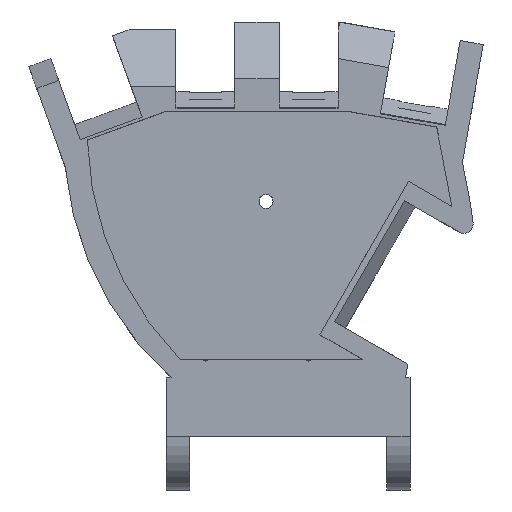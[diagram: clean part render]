
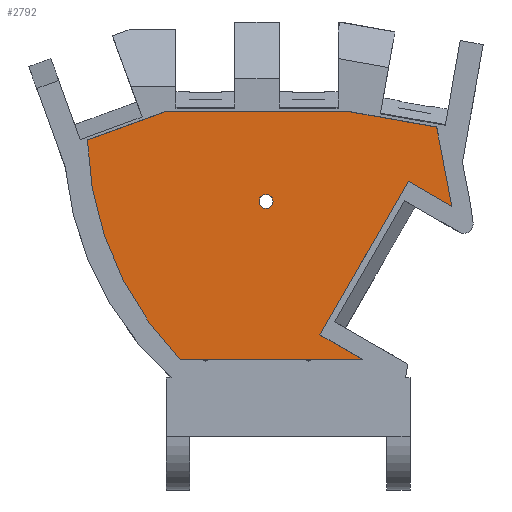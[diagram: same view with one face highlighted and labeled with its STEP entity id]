
A CAD part, top view. The second image highlights one B-rep face of the part: STEP entity #2792.
In plain terms, the highlighted planar face has unit normal (0, 0, 1).
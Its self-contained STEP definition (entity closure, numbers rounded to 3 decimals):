
#58=FACE_BOUND('',#511,.T.);
#100=CIRCLE('',#2996,70.);
#106=CIRCLE('',#3036,1.5);
#199=PLANE('',#3035);
#333=FACE_OUTER_BOUND('',#510,.T.);
#510=EDGE_LOOP('',(#2481,#2482,#2483,#2484,#2485,#2486,#2487,#2488,#2489));
#511=EDGE_LOOP('',(#2490));
#575=LINE('',#3943,#880);
#756=LINE('',#4413,#1061);
#759=LINE('',#4418,#1064);
#761=LINE('',#4422,#1066);
#763=LINE('',#4426,#1068);
#765=LINE('',#4429,#1070);
#768=LINE('',#4437,#1073);
#770=LINE('',#4440,#1075);
#880=VECTOR('',#3163,10.);
#1061=VECTOR('',#3582,10.);
#1064=VECTOR('',#3587,10.);
#1066=VECTOR('',#3591,10.);
#1068=VECTOR('',#3595,10.);
#1070=VECTOR('',#3599,10.);
#1073=VECTOR('',#3608,10.);
#1075=VECTOR('',#3612,10.);
#1232=VERTEX_POINT('',#3940);
#1233=VERTEX_POINT('',#3942);
#1396=VERTEX_POINT('',#4411);
#1397=VERTEX_POINT('',#4412);
#1398=VERTEX_POINT('',#4417);
#1399=VERTEX_POINT('',#4421);
#1400=VERTEX_POINT('',#4425);
#1401=VERTEX_POINT('',#4432);
#1402=VERTEX_POINT('',#4436);
#1428=VERTEX_POINT('',#4596);
#1499=EDGE_CURVE('',#1233,#1232,#575,.T.);
#1732=EDGE_CURVE('',#1396,#1397,#756,.T.);
#1735=EDGE_CURVE('',#1398,#1396,#759,.T.);
#1737=EDGE_CURVE('',#1399,#1398,#761,.T.);
#1739=EDGE_CURVE('',#1400,#1399,#763,.T.);
#1741=EDGE_CURVE('',#1232,#1400,#765,.T.);
#1743=EDGE_CURVE('',#1401,#1233,#100,.T.);
#1745=EDGE_CURVE('',#1402,#1401,#768,.T.);
#1747=EDGE_CURVE('',#1397,#1402,#770,.T.);
#1801=EDGE_CURVE('',#1428,#1428,#106,.T.);
#2481=ORIENTED_EDGE('',*,*,#1747,.T.);
#2482=ORIENTED_EDGE('',*,*,#1745,.T.);
#2483=ORIENTED_EDGE('',*,*,#1743,.T.);
#2484=ORIENTED_EDGE('',*,*,#1499,.T.);
#2485=ORIENTED_EDGE('',*,*,#1741,.T.);
#2486=ORIENTED_EDGE('',*,*,#1739,.T.);
#2487=ORIENTED_EDGE('',*,*,#1737,.T.);
#2488=ORIENTED_EDGE('',*,*,#1735,.T.);
#2489=ORIENTED_EDGE('',*,*,#1732,.T.);
#2490=ORIENTED_EDGE('',*,*,#1801,.T.);
#2792=ADVANCED_FACE('',(#333,#58),#199,.F.);
#2996=AXIS2_PLACEMENT_3D('',#4433,#3603,#3604);
#3035=AXIS2_PLACEMENT_3D('',#4595,#3725,#3726);
#3036=AXIS2_PLACEMENT_3D('',#4597,#3727,#3728);
#3163=DIRECTION('',(1.,0.,0.));
#3582=DIRECTION('',(-0.985,0.174,0.));
#3587=DIRECTION('',(-0.188,0.982,0.));
#3591=DIRECTION('',(0.866,-0.5,0.));
#3595=DIRECTION('',(0.5,0.866,0.));
#3599=DIRECTION('',(-0.866,0.5,0.));
#3603=DIRECTION('center_axis',(0.,0.,1.));
#3604=DIRECTION('ref_axis',(-1.,-0.027,0.));
#3608=DIRECTION('',(-0.94,-0.342,0.));
#3612=DIRECTION('',(-1.,0.,0.));
#3725=DIRECTION('center_axis',(0.,0.,-1.));
#3726=DIRECTION('ref_axis',(-1.,0.,0.));
#3727=DIRECTION('center_axis',(0.,0.,-1.));
#3728=DIRECTION('ref_axis',(1.,0.,0.));
#3940=CARTESIAN_POINT('',(64.693,-53.3,0.));
#3942=CARTESIAN_POINT('',(25.593,-53.3,0.));
#3943=CARTESIAN_POINT('',(53.53,-53.3,0.));
#4411=CARTESIAN_POINT('',(80.59,-3.46,0.));
#4412=CARTESIAN_POINT('',(61.318,-0.062,0.));
#4413=CARTESIAN_POINT('',(53.757,1.271,0.));
#4417=CARTESIAN_POINT('',(83.851,-20.482,0.));
#4418=CARTESIAN_POINT('',(81.36,-7.48,0.));
#4421=CARTESIAN_POINT('',(74.538,-15.105,0.));
#4422=CARTESIAN_POINT('',(67.999,-11.33,0.));
#4425=CARTESIAN_POINT('',(55.538,-48.014,0.));
#4426=CARTESIAN_POINT('',(69.648,-23.576,0.));
#4429=CARTESIAN_POINT('',(44.342,-41.55,0.));
#4432=CARTESIAN_POINT('',(5.671,-6.231,0.));
#4433=CARTESIAN_POINT('Origin',(75.646,-4.364,0.));
#4436=CARTESIAN_POINT('',(22.618,-0.062,0.));
#4437=CARTESIAN_POINT('',(19.801,-1.088,0.));
#4440=CARTESIAN_POINT('',(32.492,-0.062,0.));
#4595=CARTESIAN_POINT('Origin',(41.844,-19.119,0.));
#4596=CARTESIAN_POINT('',(42.497,-19.412,0.));
#4597=CARTESIAN_POINT('Origin',(43.997,-19.412,0.));
